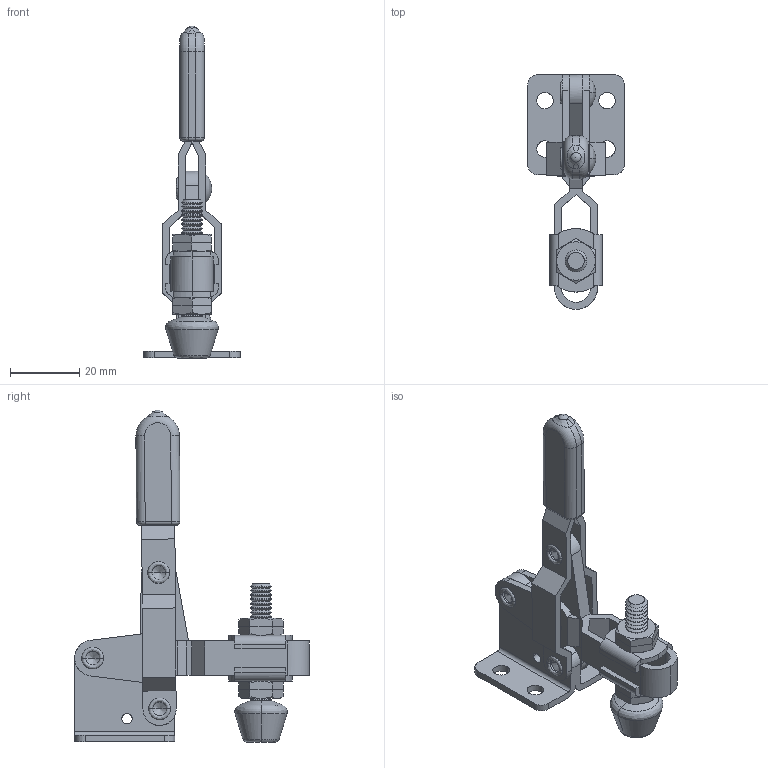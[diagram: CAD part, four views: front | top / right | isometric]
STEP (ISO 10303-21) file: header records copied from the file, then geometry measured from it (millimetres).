
FILE_DESCRIPTION((''),' ');
FILE_NAME('GH-102-b.stp',' ',('stephen'),('BIB design'),' ','ACIS 14.0',' ');
FILE_SCHEMA(('automotive_design'));
Length unit declared in the file: inch
Products named in the file (16): Part_1683; Part_2589; Part_2590; Part_2591; Part_62516; Part_62631; Part_62746; Part_62862; Part_65878; Part_67476; Part_67477; Part_68160; Part_68389; Part_68460; Part_68627
Bounding box: 28 x 68 x 96.2 mm (x, y, z)
Volume: 18908.9 mm3; surface area: 17964.4 mm2
Topology: 15 solids, 15 shells, 494 faces, 1734 edges, 1261 vertices
Faces by surface type: revolution 274, bspline 119, plane 76, cylinder 22, torus 2, sphere 1
Entity records: 48047 total; most frequent: CARTESIAN_POINT 14273, PRESENTATION_STYLE_ASSIGNMENT 3941, COLOUR_RGB 3941, STYLED_ITEM 3487, ORIENTED_EDGE 3430, DIRECTION 2275, CURVE_STYLE 2173, EDGE_CURVE 1715
